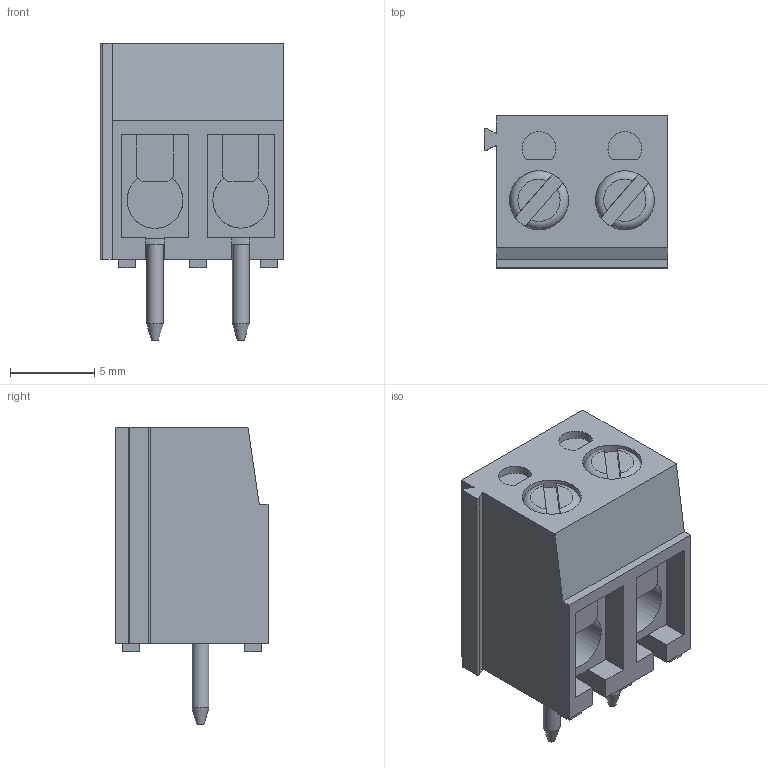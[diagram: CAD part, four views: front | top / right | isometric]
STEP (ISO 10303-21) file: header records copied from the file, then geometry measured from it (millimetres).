
FILE_DESCRIPTION(/* description */ (''),/* implementation_level */ '2;1');
FILE_NAME(/* name */ 'On Shore Technology OSTTA024163.stp',/* time_stamp */ '2019-07-26T23:30:09-04:00',/* author */ ('Ricardo'),/* organization */ (''),/* preprocessor_version */ 'ST-DEVELOPER v18',/* originating_system */ 'Autodesk Inventor 2020',/* authorisation */ '');
FILE_SCHEMA (('AUTOMOTIVE_DESIGN { 1 0 10303 214 3 1 1 }'));
Length unit declared in the file: millimetre
Products named in the file (3): On Shore Technology OSTTE060161; plastic; pins
Assembly tree (2 placements, depth 2):
  On Shore Technology OSTTE060161
    plastic
    pins
Bounding box: 10.86 x 9 x 17.61 mm (x, y, z)
Volume: 1143.7 mm3; surface area: 1456.7 mm2
Topology: 3 solids, 3 shells, 128 faces, 312 edges, 206 vertices
Faces by surface type: plane 108, cylinder 14, torus 4, cone 2
Full cylindrical faces by diameter (mm): 1 x2, 3.314 x2, 3.5 x6
Entity records: 3904 total; most frequent: CARTESIAN_POINT 723, DIRECTION 628, ORIENTED_EDGE 624, EDGE_CURVE 312, LINE 246, VECTOR 246, VERTEX_POINT 206, AXIS2_PLACEMENT_3D 191
